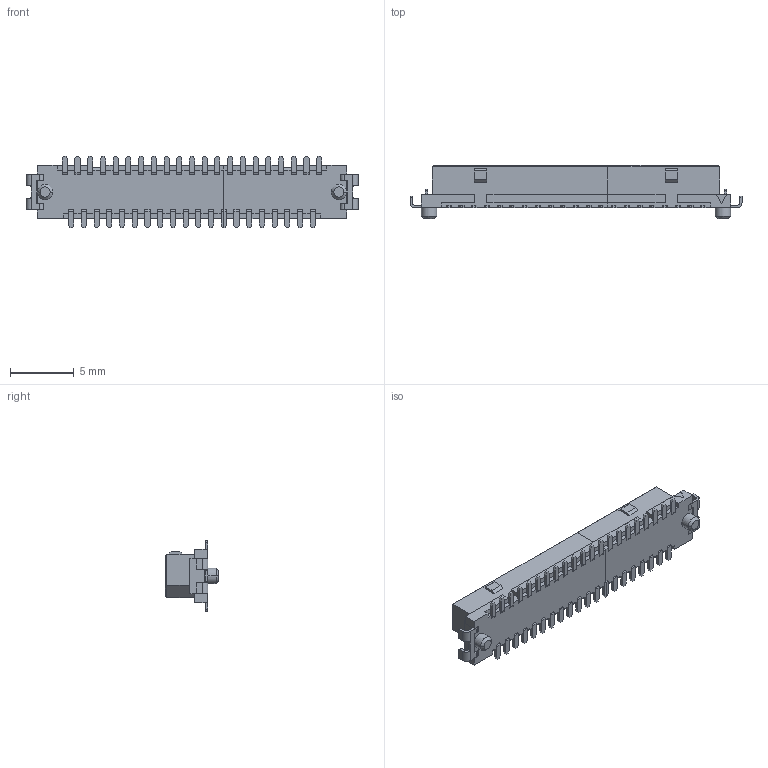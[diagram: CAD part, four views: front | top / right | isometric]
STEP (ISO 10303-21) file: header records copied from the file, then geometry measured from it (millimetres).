
FILE_DESCRIPTION((''),'2;1');
FILE_NAME('ASM0013_ASM','2025-06-27T',('工程三'),(''),'PRO/ENGINEER BY PARAMETRIC TECHNOLOGY CORPORATION, 2010280','PRO/ENGINEER BY PARAMETRIC TECHNOLOGY CORPORATION, 2010280','');
FILE_SCHEMA(('CONFIG_CONTROL_DESIGN'));
Length unit declared in the file: millimetre
Products named in the file (1): ASM0013_ASM
Bounding box: 26.1 x 4.2 x 5.6 mm (x, y, z)
Surface area: 867.1 mm2 (no closed solid volume)
Topology: 0 solids, 2 shells, 1495 faces, 4403 edges, 2946 vertices
Faces by surface type: plane 1231, cylinder 260, cone 4
Entity records: 49470 total; most frequent: CARTESIAN_POINT 8942, ORIENTED_EDGE 8802, DIRECTION 7979, EDGE_CURVE 4403, VECTOR 3781, LINE 3781, VERTEX_POINT 2946, AXIS2_PLACEMENT_3D 2099
